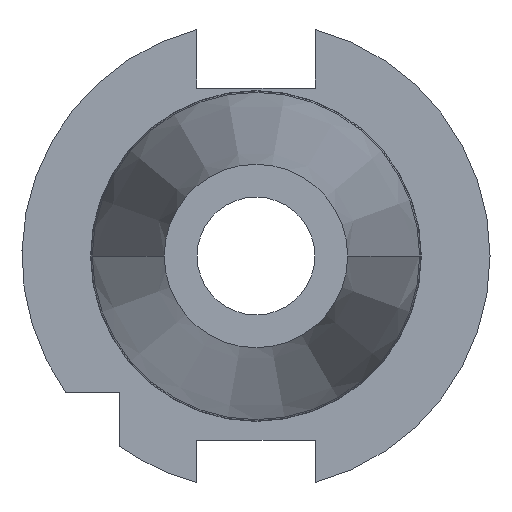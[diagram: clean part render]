
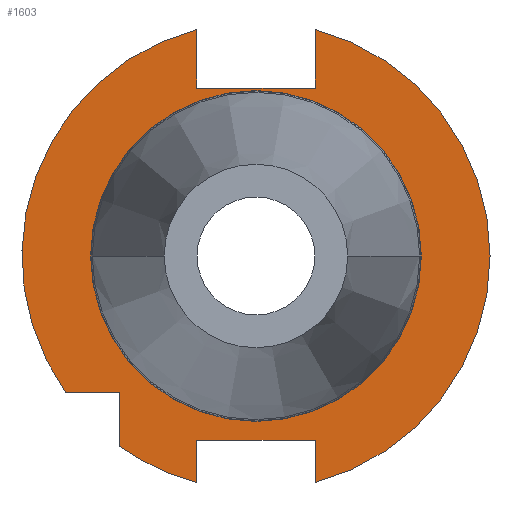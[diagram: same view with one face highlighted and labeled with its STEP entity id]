
A CAD part, left-side view. The second image highlights one B-rep face of the part: STEP entity #1603.
In plain terms, the highlighted planar face has unit normal (-1, 0, 0).
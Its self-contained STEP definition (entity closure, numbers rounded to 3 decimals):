
#401=CARTESIAN_POINT('',(3.2,0.,0.));
#402=DIRECTION('',(1.,0.,0.));
#403=DIRECTION('',(0.,1.,0.));
#404=AXIS2_PLACEMENT_3D('',#401,#402,#403);
#423=CARTESIAN_POINT('',(3.2,0.,0.));
#424=DIRECTION('',(-1.,0.,0.));
#425=DIRECTION('',(0.,1.,0.));
#426=AXIS2_PLACEMENT_3D('',#423,#424,#425);
#431=DIRECTION('',(0.,-1.,0.));
#432=VECTOR('',#431,7.334);
#433=CARTESIAN_POINT('',(3.2,25.834,-18.5));
#434=LINE('',#433,#432);
#438=DIRECTION('',(0.,0.,-1.));
#439=VECTOR('',#438,7.938);
#440=CARTESIAN_POINT('',(3.2,8.05,30.738));
#441=LINE('',#440,#439);
#445=DIRECTION('',(0.,1.,0.));
#446=VECTOR('',#445,16.1);
#447=CARTESIAN_POINT('',(3.2,-8.05,22.8));
#448=LINE('',#447,#446);
#452=DIRECTION('',(0.,0.,-1.));
#453=VECTOR('',#452,7.938);
#454=CARTESIAN_POINT('',(3.2,-8.05,30.738));
#455=LINE('',#454,#453);
#459=DIRECTION('',(0.,0.,1.));
#460=VECTOR('',#459,5.738);
#461=CARTESIAN_POINT('',(3.2,-8.05,-30.738));
#462=LINE('',#461,#460);
#466=DIRECTION('',(0.,1.,0.));
#467=VECTOR('',#466,16.1);
#468=CARTESIAN_POINT('',(3.2,-8.05,-25.));
#469=LINE('',#468,#467);
#473=DIRECTION('',(0.,0.,1.));
#474=VECTOR('',#473,5.738);
#475=CARTESIAN_POINT('',(3.2,8.05,-30.738));
#476=LINE('',#475,#474);
#480=DIRECTION('',(0.,0.,1.));
#481=VECTOR('',#480,7.334);
#482=CARTESIAN_POINT('',(3.2,18.5,-25.834));
#483=LINE('',#482,#481);
#947=CARTESIAN_POINT('',(3.2,0.,0.));
#948=DIRECTION('',(-1.,0.,0.));
#949=DIRECTION('',(0.,-0.253,-0.967));
#950=AXIS2_PLACEMENT_3D('',#947,#948,#949);
#992=CARTESIAN_POINT('',(3.2,0.,0.));
#993=DIRECTION('',(-1.,0.,0.));
#994=DIRECTION('',(0.,0.253,0.967));
#995=AXIS2_PLACEMENT_3D('',#992,#993,#994);
#1007=CARTESIAN_POINT('',(3.2,0.,0.));
#1008=DIRECTION('',(-1.,0.,0.));
#1009=DIRECTION('',(0.,0.582,-0.813));
#1010=AXIS2_PLACEMENT_3D('',#1007,#1008,#1009);
#1044=CARTESIAN_POINT('',(3.2,22.334,0.));
#1046=VERTEX_POINT('',#1044);
#1054=CARTESIAN_POINT('',(3.2,-22.334,0.));
#1056=VERTEX_POINT('',#1054);
#1076=CARTESIAN_POINT('',(3.2,8.05,30.738));
#1077=VERTEX_POINT('',#1076);
#1078=CARTESIAN_POINT('',(3.2,-8.05,30.738));
#1079=VERTEX_POINT('',#1078);
#1080=CARTESIAN_POINT('',(3.2,-8.05,22.8));
#1081=CARTESIAN_POINT('',(3.2,8.05,22.8));
#1082=VERTEX_POINT('',#1080);
#1083=VERTEX_POINT('',#1081);
#1114=CARTESIAN_POINT('',(3.2,8.05,-30.738));
#1115=VERTEX_POINT('',#1114);
#1116=CARTESIAN_POINT('',(3.2,-8.05,-30.738));
#1117=VERTEX_POINT('',#1116);
#1118=CARTESIAN_POINT('',(3.2,-8.05,-25.));
#1119=CARTESIAN_POINT('',(3.2,8.05,-25.));
#1120=VERTEX_POINT('',#1118);
#1121=VERTEX_POINT('',#1119);
#1146=CARTESIAN_POINT('',(3.2,25.834,-18.5));
#1147=VERTEX_POINT('',#1146);
#1148=CARTESIAN_POINT('',(3.2,18.5,-25.834));
#1149=VERTEX_POINT('',#1148);
#1150=CARTESIAN_POINT('',(3.2,18.5,-18.5));
#1151=VERTEX_POINT('',#1150);
#1570=CARTESIAN_POINT('',(3.2,0.,0.));
#1571=DIRECTION('',(1.,0.,0.));
#1572=DIRECTION('',(0.,-1.,0.));
#1573=AXIS2_PLACEMENT_3D('',#1570,#1571,#1572);
#1574=PLANE('',#1573);
#1576=ORIENTED_EDGE('',*,*,#1575,.F.);
#1578=ORIENTED_EDGE('',*,*,#1577,.F.);
#1580=ORIENTED_EDGE('',*,*,#1579,.T.);
#1582=ORIENTED_EDGE('',*,*,#1581,.F.);
#1584=ORIENTED_EDGE('',*,*,#1583,.F.);
#1586=ORIENTED_EDGE('',*,*,#1585,.F.);
#1588=ORIENTED_EDGE('',*,*,#1587,.T.);
#1590=ORIENTED_EDGE('',*,*,#1589,.T.);
#1592=ORIENTED_EDGE('',*,*,#1591,.F.);
#1594=ORIENTED_EDGE('',*,*,#1593,.F.);
#1596=ORIENTED_EDGE('',*,*,#1595,.T.);
#1597=EDGE_LOOP('',(#1576,#1578,#1580,#1582,#1584,#1586,#1588,#1590,#1592,#1594,
#1596));
#1598=FACE_OUTER_BOUND('',#1597,.F.);
#1599=ORIENTED_EDGE('',*,*,#1565,.T.);
#1600=ORIENTED_EDGE('',*,*,#1549,.F.);
#1601=EDGE_LOOP('',(#1599,#1600));
#1602=FACE_BOUND('',#1601,.F.);
#405=CIRCLE('',#404,22.334);
#427=CIRCLE('',#426,22.334);
#951=CIRCLE('',#950,31.775);
#996=CIRCLE('',#995,31.775);
#1011=CIRCLE('',#1010,31.775);
#1549=EDGE_CURVE('',#1046,#1056,#405,.T.);
#1565=EDGE_CURVE('',#1046,#1056,#427,.T.);
#1575=EDGE_CURVE('',#1147,#1151,#434,.T.);
#1577=EDGE_CURVE('',#1077,#1147,#996,.T.);
#1579=EDGE_CURVE('',#1077,#1083,#441,.T.);
#1581=EDGE_CURVE('',#1082,#1083,#448,.T.);
#1583=EDGE_CURVE('',#1079,#1082,#455,.T.);
#1585=EDGE_CURVE('',#1117,#1079,#951,.T.);
#1587=EDGE_CURVE('',#1117,#1120,#462,.T.);
#1589=EDGE_CURVE('',#1120,#1121,#469,.T.);
#1591=EDGE_CURVE('',#1115,#1121,#476,.T.);
#1593=EDGE_CURVE('',#1149,#1115,#1011,.T.);
#1595=EDGE_CURVE('',#1149,#1151,#483,.T.);
#1603=ADVANCED_FACE('',(#1598,#1602),#1574,.F.);
